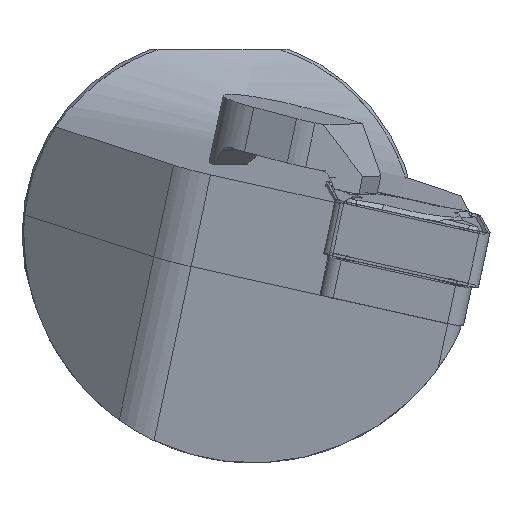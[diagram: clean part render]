
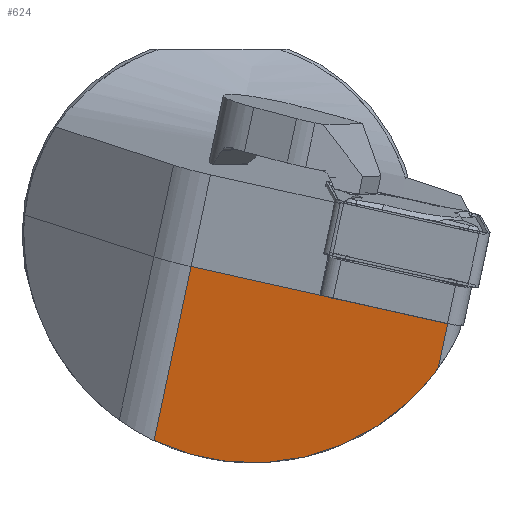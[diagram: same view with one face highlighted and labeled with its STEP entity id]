
A CAD part, left-side view. The second image highlights one B-rep face of the part: STEP entity #624.
In plain terms, the highlighted planar face has unit normal (-0.991, 0.105, -0.084).
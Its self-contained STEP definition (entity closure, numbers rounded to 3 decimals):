
#573=ELLIPSE('',#2659,18.721,18.55);
#624=ADVANCED_FACE('',(#817),#745,.F.);
#745=PLANE('',#2660);
#817=FACE_OUTER_BOUND('',#932,.T.);
#932=EDGE_LOOP('',(#1165,#1166,#1167,#1168,#1169,#1170));
#1165=ORIENTED_EDGE('',*,*,#1990,.F.);
#1166=ORIENTED_EDGE('',*,*,#1991,.T.);
#1167=ORIENTED_EDGE('',*,*,#1992,.T.);
#1168=ORIENTED_EDGE('',*,*,#1993,.F.);
#1169=ORIENTED_EDGE('',*,*,#1994,.T.);
#1170=ORIENTED_EDGE('',*,*,#1966,.T.);
#1761=VERTEX_POINT('',#3468);
#1762=VERTEX_POINT('',#3469);
#1781=VERTEX_POINT('',#3532);
#1782=VERTEX_POINT('',#3534);
#1783=VERTEX_POINT('',#3536);
#1784=VERTEX_POINT('',#3538);
#1966=EDGE_CURVE('',#1761,#1762,#2278,.T.);
#1990=EDGE_CURVE('',#1781,#1762,#2296,.T.);
#1991=EDGE_CURVE('',#1781,#1782,#2297,.T.);
#1992=EDGE_CURVE('',#1782,#1783,#573,.T.);
#1993=EDGE_CURVE('',#1784,#1783,#2298,.T.);
#1994=EDGE_CURVE('',#1784,#1761,#2299,.T.);
#2278=LINE('',#3467,#2464);
#2296=LINE('',#3531,#2482);
#2297=LINE('',#3533,#2483);
#2298=LINE('',#3537,#2484);
#2299=LINE('',#3539,#2485);
#2464=VECTOR('',#2862,1.);
#2482=VECTOR('',#2896,1.);
#2483=VECTOR('',#2897,1.);
#2484=VECTOR('',#2900,1.);
#2485=VECTOR('',#2901,1.);
#2659=AXIS2_PLACEMENT_3D('',#3535,#2898,#2899);
#2660=AXIS2_PLACEMENT_3D('',#3540,#2902,#2903);
#2862=DIRECTION('',(0.085,0.973,0.216));
#2896=DIRECTION('',(-0.085,-0.973,-0.216));
#2897=DIRECTION('',(0.105,0.207,-0.973));
#2898=DIRECTION('',(-0.991,0.105,-0.084));
#2899=DIRECTION('',(-0.135,-0.774,0.618));
#2900=DIRECTION('',(0.105,0.207,-0.973));
#2901=DIRECTION('',(0.085,0.973,0.216));
#2902=DIRECTION('',(0.991,-0.105,0.084));
#2903=DIRECTION('',(0.106,0.994,0.));
#3467=CARTESIAN_POINT('',(-193.668,-1.672,-2.666));
#3468=CARTESIAN_POINT('',(-194.62,-12.551,-5.081));
#3469=CARTESIAN_POINT('',(-194.588,-12.182,-4.999));
#3531=CARTESIAN_POINT('',(-193.668,-1.672,-2.666));
#3532=CARTESIAN_POINT('',(-193.668,-1.672,-2.666));
#3533=CARTESIAN_POINT('',(-230.395,-74.323,339.127));
#3534=CARTESIAN_POINT('',(-192.152,1.327,-16.779));
#3535=CARTESIAN_POINT('',(-194.422,-6.667,-0.04));
#3536=CARTESIAN_POINT('',(-195.102,-21.715,-10.887));
#3537=CARTESIAN_POINT('',(-232.215,-95.131,334.509));
#3538=CARTESIAN_POINT('',(-195.489,-22.481,-7.285));
#3539=CARTESIAN_POINT('',(-193.668,-1.672,-2.666));
#3540=CARTESIAN_POINT('',(-230.395,-74.323,339.127));
